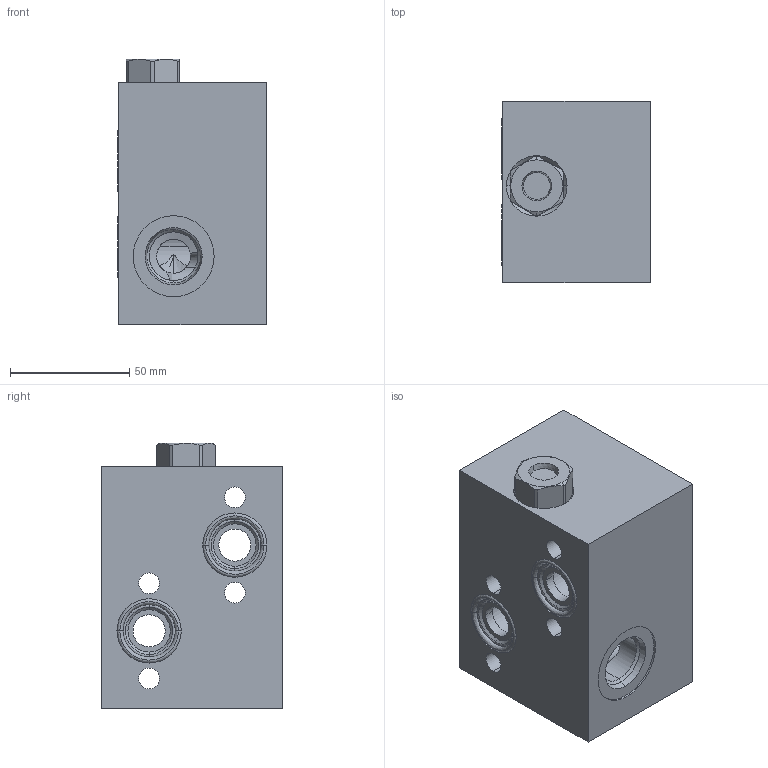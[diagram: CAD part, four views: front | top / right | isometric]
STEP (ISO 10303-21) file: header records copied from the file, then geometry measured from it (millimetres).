
FILE_DESCRIPTION((''),'2;1');
FILE_NAME('WZV_ASM','2023-12-19T',('ProEService'),(''),'PRO/ENGINEER BY PARAMETRIC TECHNOLOGY CORPORATION, 2014200','PRO/ENGINEER BY PARAMETRIC TECHNOLOGY CORPORATION, 2014200','');
FILE_SCHEMA(('CONFIG_CONTROL_DESIGN'));
Length unit declared in the file: inch
Products named in the file (4): 159-312-002; 500-001-118; CSAAEXN; WZV_ASM
Assembly tree (4 placements, depth 2):
  WZV_ASM
    159-312-002
    500-001-118  x2
    CSAAEXN
Bounding box: 62.38 x 76.2 x 111.61 mm (x, y, z)
Volume: 380580.5 mm3; surface area: 70412 mm2
Topology: 5 solids, 7 shells, 360 faces, 1102 edges, 897 vertices
Faces by surface type: cylinder 156, cone 104, plane 54, torus 32, revolution 14
Entity records: 14054 total; most frequent: CARTESIAN_POINT 4234, DIRECTION 2155, ORIENTED_EDGE 1686, EDGE_CURVE 843, AXIS2_PLACEMENT_3D 808, VECTOR 529, LINE 529, VERTEX_POINT 517
